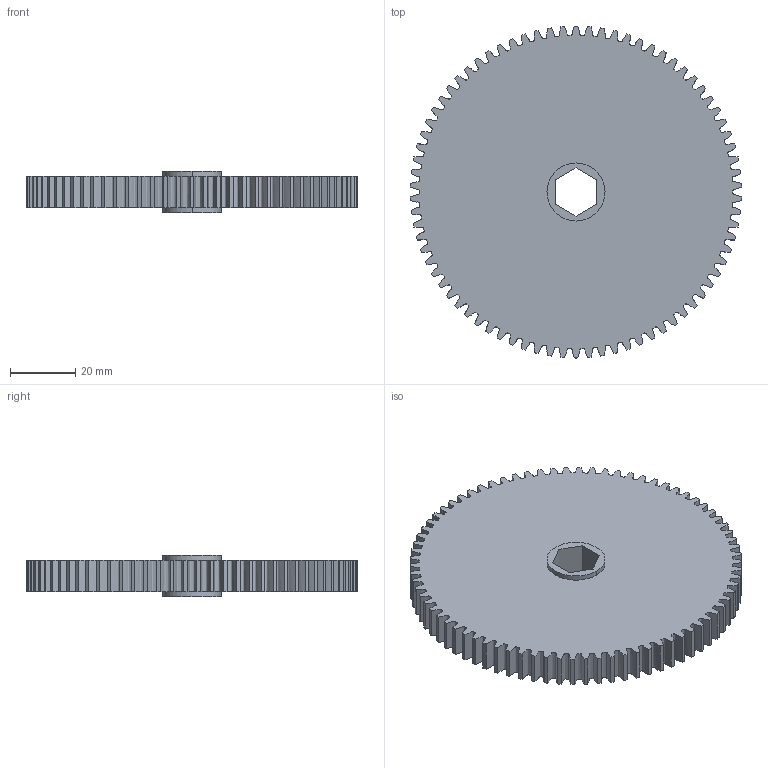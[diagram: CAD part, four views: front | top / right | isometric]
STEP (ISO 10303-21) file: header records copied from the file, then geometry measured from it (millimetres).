
FILE_DESCRIPTION (( 'STEP AP214' ), '1' );
FILE_NAME ('217-5480-001 Rev1.STEP', '2016-08-25T20:58:21', ( '' ), ( '' ), 'SwSTEP 2.0', 'SolidWorks 2015', '' );
FILE_SCHEMA (( 'AUTOMOTIVE_DESIGN' ));
Length unit declared in the file: millimetre
Products named in the file (1): 217-5480-001 Rev1
Bounding box: 101.56 x 101.6 x 12.6 mm (x, y, z)
Volume: 74416.9 mm3; surface area: 21834.6 mm2
Topology: 1 solids, 1 shells, 170 faces, 498 edges, 332 vertices
Faces by surface type: cylinder 82, bspline 78, plane 10
Entity records: 25848 total; most frequent: CARTESIAN_POINT 21671, ORIENTED_EDGE 996, DIRECTION 692, EDGE_CURVE 498, VERTEX_POINT 332, AXIS2_PLACEMENT_3D 257, LINE 178, VECTOR 178
